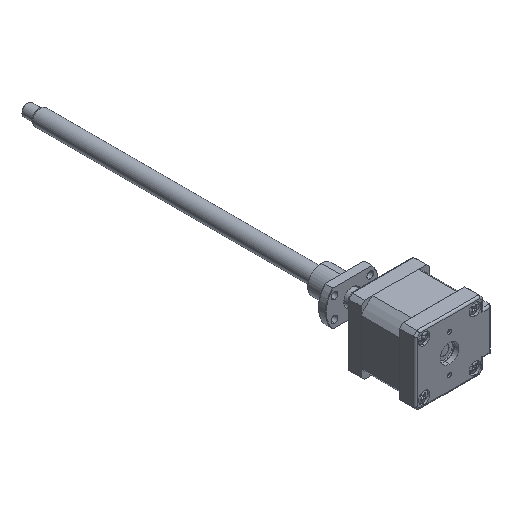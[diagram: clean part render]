
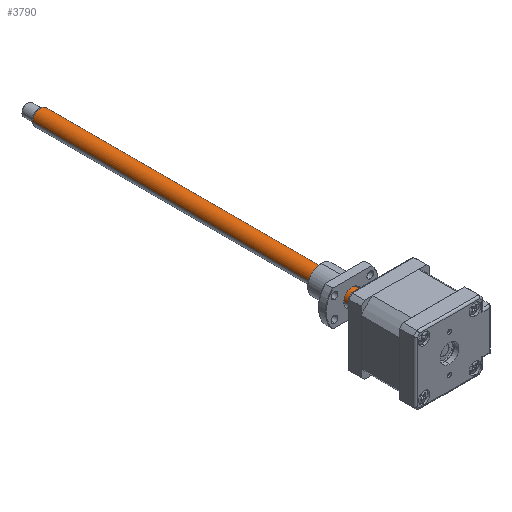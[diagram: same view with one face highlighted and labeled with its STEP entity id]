
A CAD part, isometric view. The second image highlights one B-rep face of the part: STEP entity #3790.
In plain terms, the highlighted cylindrical face has radius 4 mm (diameter 8 mm), a partial arc.
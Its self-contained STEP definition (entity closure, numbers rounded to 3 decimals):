
#43 = FACE_OUTER_BOUND ( 'NONE', #3637, .T. ) ;
#94 = EDGE_CURVE ( 'NONE', #2446, #2648, #6838, .T. ) ;
#291 = AXIS2_PLACEMENT_3D ( 'NONE', #6394, #9445, #6425 ) ;
#344 = DIRECTION ( 'NONE',  ( 0., -1., 0. ) ) ;
#354 = DIRECTION ( 'NONE',  ( 1., 0., 0. ) ) ;
#438 = EDGE_CURVE ( 'NONE', #5068, #4869, #2138, .T. ) ;
#696 = CARTESIAN_POINT ( 'NONE',  ( -0.709, 190.993, 16.638 ) ) ;
#831 = DIRECTION ( 'NONE',  ( 0., -1., 0. ) ) ;
#983 = DIRECTION ( 'NONE',  ( 0., -1., 0. ) ) ;
#1452 = ORIENTED_EDGE ( 'NONE', *, *, #4970, .T. ) ;
#1697 = CARTESIAN_POINT ( 'NONE',  ( -8.709, 190.993, 16.638 ) ) ;
#1841 = ORIENTED_EDGE ( 'NONE', *, *, #94, .T. ) ;
#2138 = LINE ( 'NONE', #696, #8038 ) ;
#2319 = ORIENTED_EDGE ( 'NONE', *, *, #438, .F. ) ;
#2446 = VERTEX_POINT ( 'NONE', #6461 ) ;
#2648 = VERTEX_POINT ( 'NONE', #6695 ) ;
#2993 = VECTOR ( 'NONE', #983, 1000. ) ;
#3637 = EDGE_LOOP ( 'NONE', ( #2319, #1452, #1841, #5577 ) ) ;
#3790 = ADVANCED_FACE ( 'NONE', ( #43 ), #5945, .T. ) ;
#4869 = VERTEX_POINT ( 'NONE', #9408 ) ;
#4950 = CARTESIAN_POINT ( 'NONE',  ( -4.709, 15.993, 16.638 ) ) ;
#4957 = DIRECTION ( 'NONE',  ( 0., -1., 0. ) ) ;
#4970 = EDGE_CURVE ( 'NONE', #5068, #2446, #7115, .T. ) ;
#5068 = VERTEX_POINT ( 'NONE', #5901 ) ;
#5577 = ORIENTED_EDGE ( 'NONE', *, *, #8447, .F. ) ;
#5737 = DIRECTION ( 'NONE',  ( -1., 0., 0. ) ) ;
#5901 = CARTESIAN_POINT ( 'NONE',  ( -0.709, 189.993, 16.638 ) ) ;
#5945 = CYLINDRICAL_SURFACE ( 'NONE', #291, 4. ) ;
#6394 = CARTESIAN_POINT ( 'NONE',  ( -4.709, 190.993, 16.638 ) ) ;
#6425 = DIRECTION ( 'NONE',  ( -1., 0., 0. ) ) ;
#6461 = CARTESIAN_POINT ( 'NONE',  ( -8.709, 189.993, 16.638 ) ) ;
#6695 = CARTESIAN_POINT ( 'NONE',  ( -8.709, 15.993, 16.638 ) ) ;
#6838 = LINE ( 'NONE', #1697, #2993 ) ;
#7115 = CIRCLE ( 'NONE', #7774, 4. ) ;
#7774 = AXIS2_PLACEMENT_3D ( 'NONE', #9536, #4957, #354 ) ;
#8038 = VECTOR ( 'NONE', #831, 1000. ) ;
#8447 = EDGE_CURVE ( 'NONE', #4869, #2648, #9074, .T. ) ;
#9074 = CIRCLE ( 'NONE', #9565, 4. ) ;
#9408 = CARTESIAN_POINT ( 'NONE',  ( -0.709, 15.993, 16.638 ) ) ;
#9445 = DIRECTION ( 'NONE',  ( 0., -1., 0. ) ) ;
#9536 = CARTESIAN_POINT ( 'NONE',  ( -4.709, 189.993, 16.638 ) ) ;
#9565 = AXIS2_PLACEMENT_3D ( 'NONE', #4950, #344, #5737 ) ;
